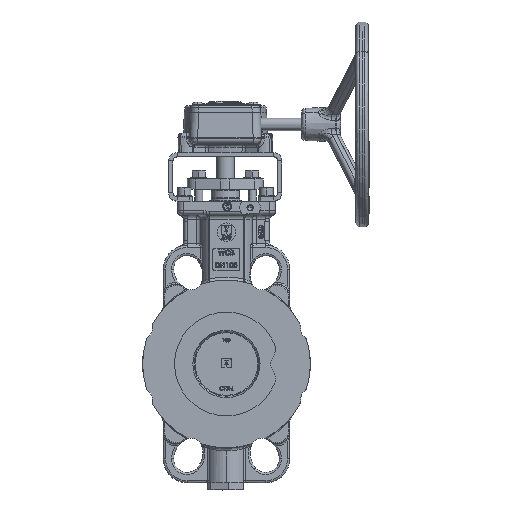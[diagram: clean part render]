
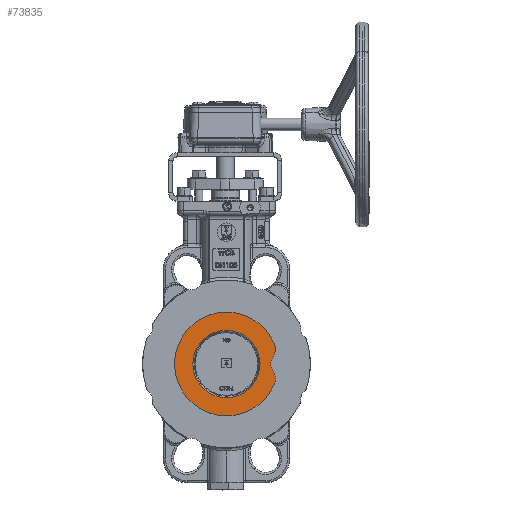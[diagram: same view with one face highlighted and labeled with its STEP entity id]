
A CAD part, top view. The second image highlights one B-rep face of the part: STEP entity #73835.
In plain terms, the highlighted planar face has unit normal (0, 0, 1).
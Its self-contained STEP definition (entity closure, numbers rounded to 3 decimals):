
#8980 = AXIS2_PLACEMENT_3D ( 'NONE', #82763, #244152, #105993 ) ;
#9239 = AXIS2_PLACEMENT_3D ( 'NONE', #10281, #171671, #33433 ) ;
#10159 = FACE_BOUND ( 'NONE', #228976, .T. ) ;
#10281 = CARTESIAN_POINT ( 'NONE',  ( 35.739, 14.318, 22.3 ) ) ;
#10817 = CARTESIAN_POINT ( 'NONE',  ( 0., 0., 22.3 ) ) ;
#10993 = CARTESIAN_POINT ( 'NONE',  ( 0., 0., 22.3 ) ) ;
#14117 = DIRECTION ( 'NONE',  ( 0., 0., -1. ) ) ;
#14933 = ORIENTED_EDGE ( 'NONE', *, *, #273927, .F. ) ;
#20569 = AXIS2_PLACEMENT_3D ( 'NONE', #10993, #172379, #34152 ) ;
#21485 = ORIENTED_EDGE ( 'NONE', *, *, #290024, .T. ) ;
#25926 = ORIENTED_EDGE ( 'NONE', *, *, #75250, .T. ) ;
#30395 = VERTEX_POINT ( 'NONE', #269364 ) ;
#32679 = DIRECTION ( 'NONE',  ( 0., 0., -1. ) ) ;
#32744 = EDGE_CURVE ( 'NONE', #103456, #222394, #101068, .T. ) ;
#33433 = DIRECTION ( 'NONE',  ( 1., 0., 0. ) ) ;
#33969 = DIRECTION ( 'NONE',  ( 0., -1., 0. ) ) ;
#34152 = DIRECTION ( 'NONE',  ( 1., 0., 0. ) ) ;
#35577 = CIRCLE ( 'NONE', #8980, 50.5 ) ;
#37302 = CARTESIAN_POINT ( 'NONE',  ( 35.739, -14.318, 22.3 ) ) ;
#38277 = EDGE_CURVE ( 'NONE', #103456, #145504, #90762, .T. ) ;
#39508 = CIRCLE ( 'NONE', #269270, 50.5 ) ;
#40781 = EDGE_CURVE ( 'NONE', #145504, #258297, #294642, .T. ) ;
#60532 = DIRECTION ( 'NONE',  ( 1., 0., 0. ) ) ;
#61397 = CIRCLE ( 'NONE', #20569, 50.5 ) ;
#66593 = CARTESIAN_POINT ( 'NONE',  ( 45.369, -7.159, 22.3 ) ) ;
#69079 = ORIENTED_EDGE ( 'NONE', *, *, #170286, .T. ) ;
#72173 = CARTESIAN_POINT ( 'NONE',  ( 45.369, 7.159, 22.3 ) ) ;
#73835 = ADVANCED_FACE ( 'NONE', ( #187001, #10159 ), #216388, .F. ) ;
#74401 = VERTEX_POINT ( 'NONE', #271248 ) ;
#75250 = EDGE_CURVE ( 'NONE', #284151, #30395, #39508, .T. ) ;
#75985 = EDGE_LOOP ( 'NONE', ( #226719, #14933, #25926, #192444, #98461, #107658, #266830 ) ) ;
#77166 = DIRECTION ( 'NONE',  ( 0., 0., 1. ) ) ;
#82763 = CARTESIAN_POINT ( 'NONE',  ( 0., 0., 22.3 ) ) ;
#87234 = AXIS2_PLACEMENT_3D ( 'NONE', #170941, #32679, #194188 ) ;
#90762 = CIRCLE ( 'NONE', #155681, 12. ) ;
#98461 = ORIENTED_EDGE ( 'NONE', *, *, #192082, .T. ) ;
#99811 = CIRCLE ( 'NONE', #9239, 12. ) ;
#101068 = CIRCLE ( 'NONE', #111381, 12. ) ;
#103456 = VERTEX_POINT ( 'NONE', #66593 ) ;
#104032 = CARTESIAN_POINT ( 'NONE',  ( 0., -50.5, 22.3 ) ) ;
#105993 = DIRECTION ( 'NONE',  ( 1., 0., 0. ) ) ;
#107658 = ORIENTED_EDGE ( 'NONE', *, *, #40781, .F. ) ;
#111381 = AXIS2_PLACEMENT_3D ( 'NONE', #152335, #14117, #175497 ) ;
#112948 = CARTESIAN_POINT ( 'NONE',  ( 35.739, -14.318, 22.3 ) ) ;
#128908 = CARTESIAN_POINT ( 'NONE',  ( 0., 0., 22.3 ) ) ;
#129031 = CIRCLE ( 'NONE', #276640, 32.647 ) ;
#136113 = DIRECTION ( 'NONE',  ( 1., 0., 0. ) ) ;
#139598 = AXIS2_PLACEMENT_3D ( 'NONE', #10817, #172210, #33969 ) ;
#145504 = VERTEX_POINT ( 'NONE', #261168 ) ;
#152144 = DIRECTION ( 'NONE',  ( 0., -1., 0. ) ) ;
#152335 = CARTESIAN_POINT ( 'NONE',  ( 55., 0., 22.3 ) ) ;
#155681 = AXIS2_PLACEMENT_3D ( 'NONE', #112948, #274334, #136113 ) ;
#156062 = CIRCLE ( 'NONE', #139598, 32.647 ) ;
#170286 = EDGE_CURVE ( 'NONE', #188895, #74401, #129031, .T. ) ;
#170941 = CARTESIAN_POINT ( 'NONE',  ( 0., 0., 22.3 ) ) ;
#171147 = CARTESIAN_POINT ( 'NONE',  ( 0., 32.647, 22.3 ) ) ;
#171671 = DIRECTION ( 'NONE',  ( 0., 0., -1. ) ) ;
#172210 = DIRECTION ( 'NONE',  ( 0., 0., -1. ) ) ;
#172379 = DIRECTION ( 'NONE',  ( 0., 0., 1. ) ) ;
#175497 = DIRECTION ( 'NONE',  ( 1., 0., 0. ) ) ;
#187001 = FACE_OUTER_BOUND ( 'NONE', #75985, .T. ) ;
#188895 = VERTEX_POINT ( 'NONE', #171147 ) ;
#192082 = EDGE_CURVE ( 'NONE', #242245, #258297, #61397, .T. ) ;
#192444 = ORIENTED_EDGE ( 'NONE', *, *, #242280, .T. ) ;
#194188 = DIRECTION ( 'NONE',  ( 0., -1., 0. ) ) ;
#195023 = AXIS2_PLACEMENT_3D ( 'NONE', #37302, #198774, #60532 ) ;
#198774 = DIRECTION ( 'NONE',  ( 0., 0., -1. ) ) ;
#215440 = CARTESIAN_POINT ( 'NONE',  ( 0., 0., 22.3 ) ) ;
#216388 = PLANE ( 'NONE',  #87234 ) ;
#222394 = VERTEX_POINT ( 'NONE', #72173 ) ;
#223687 = CARTESIAN_POINT ( 'NONE',  ( 46.878, 18.781, 22.3 ) ) ;
#226719 = ORIENTED_EDGE ( 'NONE', *, *, #32744, .T. ) ;
#228976 = EDGE_LOOP ( 'NONE', ( #69079, #21485 ) ) ;
#238562 = DIRECTION ( 'NONE',  ( 1., 0., 0. ) ) ;
#242245 = VERTEX_POINT ( 'NONE', #104032 ) ;
#242280 = EDGE_CURVE ( 'NONE', #30395, #242245, #35577, .T. ) ;
#244152 = DIRECTION ( 'NONE',  ( 0., 0., 1. ) ) ;
#258297 = VERTEX_POINT ( 'NONE', #268366 ) ;
#261168 = CARTESIAN_POINT ( 'NONE',  ( 47.739, -14.318, 22.3 ) ) ;
#266830 = ORIENTED_EDGE ( 'NONE', *, *, #38277, .F. ) ;
#268366 = CARTESIAN_POINT ( 'NONE',  ( 46.878, -18.781, 22.3 ) ) ;
#269270 = AXIS2_PLACEMENT_3D ( 'NONE', #215440, #77166, #238562 ) ;
#269364 = CARTESIAN_POINT ( 'NONE',  ( 0., 50.5, 22.3 ) ) ;
#271248 = CARTESIAN_POINT ( 'NONE',  ( 0., -32.647, 22.3 ) ) ;
#273927 = EDGE_CURVE ( 'NONE', #284151, #222394, #99811, .T. ) ;
#274334 = DIRECTION ( 'NONE',  ( 0., 0., -1. ) ) ;
#276640 = AXIS2_PLACEMENT_3D ( 'NONE', #128908, #290309, #152144 ) ;
#284151 = VERTEX_POINT ( 'NONE', #223687 ) ;
#290024 = EDGE_CURVE ( 'NONE', #74401, #188895, #156062, .T. ) ;
#290309 = DIRECTION ( 'NONE',  ( 0., 0., -1. ) ) ;
#294642 = CIRCLE ( 'NONE', #195023, 12. ) ;
